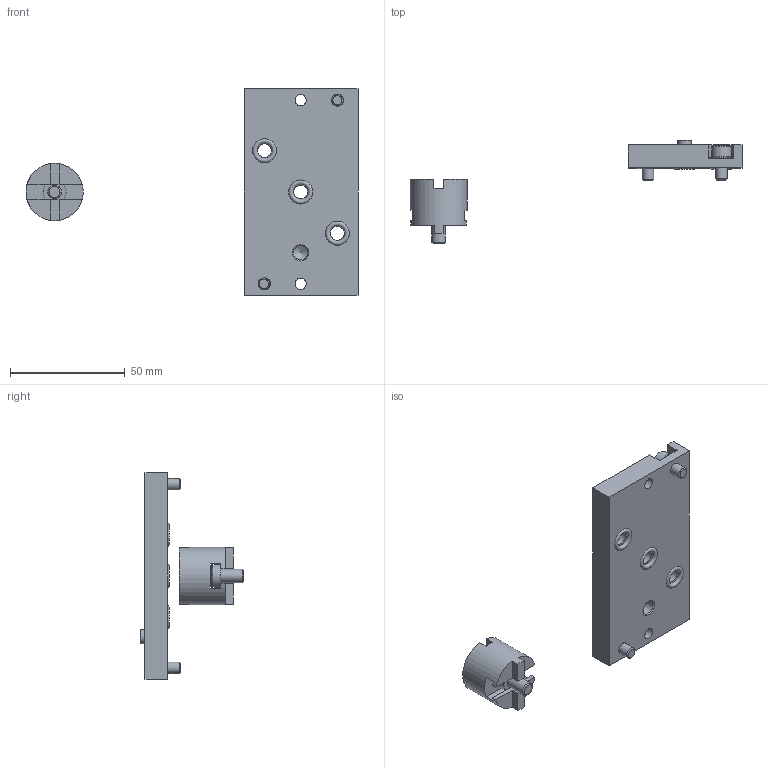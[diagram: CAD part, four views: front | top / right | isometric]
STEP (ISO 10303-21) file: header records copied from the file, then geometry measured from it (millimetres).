
FILE_DESCRIPTION(/* description */ ('STEP AP214'),/* implementation_level */ '2;1');
FILE_NAME(/* name */ '8125947_DADG-AK-F9-1',/* time_stamp */ '2024-08-12T16:36:00+02:00',/* author */ ('License CC BY-ND 4.0'),/* organization */ ('CADENAS'),/* preprocessor_version */ 'ST-DEVELOPER v19.3',/* originating_system */ 'PARTsolutions',/* authorisation */ ' ');
FILE_SCHEMA (('AUTOMOTIVE_DESIGN {1 0 10303 214 3 1 1}'));
Length unit declared in the file: millimetre
Products named in the file (6): 8125947 DADG-AK-F9-1; 8125947 DADG-AK-F9-1---(p); Tooth lock washer DIN 6797 - J5.3; ISO-4762 M5x10; 8103737 DADG-AK-F9---(high_a); DIN-7984 - M6x10(F)
Assembly tree (7 placements, depth 2):
  8125947 DADG-AK-F9-1
    8125947 DADG-AK-F9-1---(p)
    Tooth lock washer DIN 6797 - J5.3  x2
    ISO-4762 M5x10  x2
    8103737 DADG-AK-F9---(high_a)
    DIN-7984 - M6x10(F)
Bounding box: 144.71 x 45 x 90 mm (x, y, z)
Volume: 51252.5 mm3; surface area: 17927.1 mm2
Topology: 7 solids, 7 shells, 206 faces, 527 edges, 342 vertices
Faces by surface type: plane 117, cylinder 56, cone 29, torus 4
Full cylindrical faces by diameter (mm): 4.917 x3, 5 x2, 5.3 x2, 6 x5, 6.2 x1, 8.5 x2, 10 x3, 10.5 x3, 25 x1
Entity records: 4564 total; most frequent: CARTESIAN_POINT 741, DIRECTION 732, ORIENTED_EDGE 646, EDGE_CURVE 323, AXIS2_PLACEMENT_3D 268, VERTEX_POINT 231, FACE_BOUND 202, EDGE_LOOP 200
